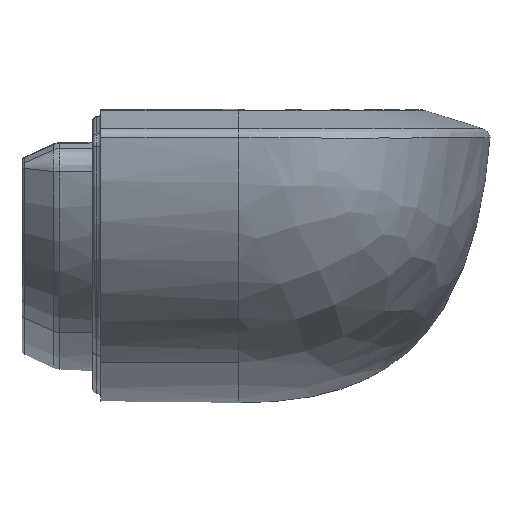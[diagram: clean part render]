
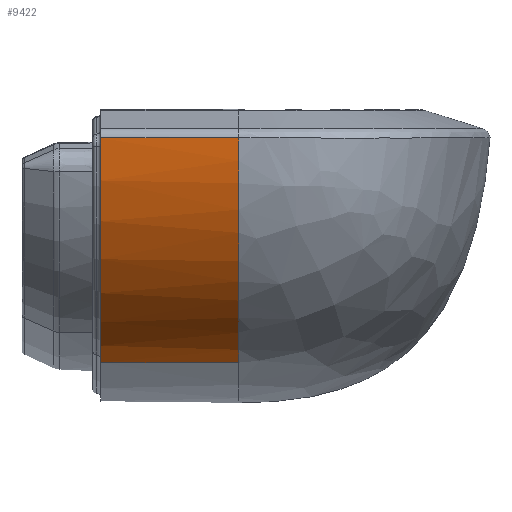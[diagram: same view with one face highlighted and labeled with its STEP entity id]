
A CAD part, left-side view. The second image highlights one B-rep face of the part: STEP entity #9422.
In plain terms, the highlighted cylindrical face has radius 13 mm (diameter 26 mm), a partial arc.
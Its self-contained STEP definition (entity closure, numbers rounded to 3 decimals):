
#1088 = EDGE_CURVE ( 'NONE', #3039, #8484, #15938, .T. ) ;
#1654 = ORIENTED_EDGE ( 'NONE', *, *, #1088, .T. ) ;
#1799 = EDGE_CURVE ( 'NONE', #7826, #5527, #11268, .T. ) ;
#1936 = ORIENTED_EDGE ( 'NONE', *, *, #1799, .F. ) ;
#2043 = DIRECTION ( 'NONE',  ( 0., 0., 1. ) ) ;
#2901 = CARTESIAN_POINT ( 'NONE',  ( -17.996, -45.8, -3.807 ) ) ;
#3039 = VERTEX_POINT ( 'NONE', #10201 ) ;
#3716 = DIRECTION ( 'NONE',  ( 0., 1., 0. ) ) ;
#3902 = DIRECTION ( 'NONE',  ( 0., 1., 0. ) ) ;
#3934 = LINE ( 'NONE', #13142, #6958 ) ;
#3960 = CARTESIAN_POINT ( 'NONE',  ( -21.48, -45.8, 4.258 ) ) ;
#3968 = CARTESIAN_POINT ( 'NONE',  ( -21.39, -45.8, 2.983 ) ) ;
#5211 = ORIENTED_EDGE ( 'NONE', *, *, #12991, .T. ) ;
#5527 = VERTEX_POINT ( 'NONE', #12361 ) ;
#5774 = LINE ( 'NONE', #7285, #7982 ) ;
#6037 = CARTESIAN_POINT ( 'NONE',  ( -8.513, -45.8, 5.177 ) ) ;
#6572 = CARTESIAN_POINT ( 'NONE',  ( -19.563, -45.8, -1.789 ) ) ;
#6958 = VECTOR ( 'NONE', #15671, 1000. ) ;
#7285 = CARTESIAN_POINT ( 'NONE',  ( -12.612, -45.8, -7.16 ) ) ;
#7826 = VERTEX_POINT ( 'NONE', #14175 ) ;
#7982 = VECTOR ( 'NONE', #16296, 1000. ) ;
#8361 = EDGE_LOOP ( 'NONE', ( #1654, #5211, #1936, #16246 ) ) ;
#8484 = VERTEX_POINT ( 'NONE', #3960 ) ;
#9422 = ADVANCED_FACE ( 'NONE', ( #13942 ), #14363, .T. ) ;
#9554 = CARTESIAN_POINT ( 'NONE',  ( -8.513, -38.8, 5.177 ) ) ;
#10201 = CARTESIAN_POINT ( 'NONE',  ( -12.612, -45.8, -7.16 ) ) ;
#10421 = CARTESIAN_POINT ( 'NONE',  ( -21.48, -45.8, 4.258 ) ) ;
#11268 = CIRCLE ( 'NONE', #15622, 13. ) ;
#11608 = DIRECTION ( 'NONE',  ( 0., 0., -1. ) ) ;
#11904 = CARTESIAN_POINT ( 'NONE',  ( -20.197, -45.8, -0.664 ) ) ;
#12168 = AXIS2_PLACEMENT_3D ( 'NONE', #6037, #3716, #11608 ) ;
#12272 = EDGE_CURVE ( 'NONE', #3039, #7826, #5774, .T. ) ;
#12361 = CARTESIAN_POINT ( 'NONE',  ( -21.48, -38.8, 4.257 ) ) ;
#12991 = EDGE_CURVE ( 'NONE', #8484, #5527, #3934, .T. ) ;
#13038 = CARTESIAN_POINT ( 'NONE',  ( -17.062, -45.8, -4.699 ) ) ;
#13142 = CARTESIAN_POINT ( 'NONE',  ( -21.48, -42.3, 4.257 ) ) ;
#13146 = CARTESIAN_POINT ( 'NONE',  ( -21.11, -45.8, 1.723 ) ) ;
#13942 = FACE_OUTER_BOUND ( 'NONE', #8361, .T. ) ;
#14175 = CARTESIAN_POINT ( 'NONE',  ( -12.612, -38.8, -7.16 ) ) ;
#14363 = CYLINDRICAL_SURFACE ( 'NONE', #12168, 13. ) ;
#15622 = AXIS2_PLACEMENT_3D ( 'NONE', #9554, #3902, #2043 ) ;
#15671 = DIRECTION ( 'NONE',  ( 0., 1., 0. ) ) ;
#15675 = CARTESIAN_POINT ( 'NONE',  ( -14.976, -45.8, -6.174 ) ) ;
#15747 = CARTESIAN_POINT ( 'NONE',  ( -12.612, -45.8, -7.16 ) ) ;
#15792 = CARTESIAN_POINT ( 'NONE',  ( -13.824, -45.8, -6.757 ) ) ;
#15938 = B_SPLINE_CURVE_WITH_KNOTS ( 'NONE', 3,
 ( #15747, #15792, #15675, #13038, #2901, #6572, #11904, #13146, #3968, #10421 ),
 .UNSPECIFIED., .F., .F.,
 ( 4, 2, 2, 2, 4 ),
 ( 0., 0.245, 0.489, 0.734, 0.978 ),
 .UNSPECIFIED. ) ;
#16246 = ORIENTED_EDGE ( 'NONE', *, *, #12272, .F. ) ;
#16296 = DIRECTION ( 'NONE',  ( 0., 1., 0. ) ) ;
